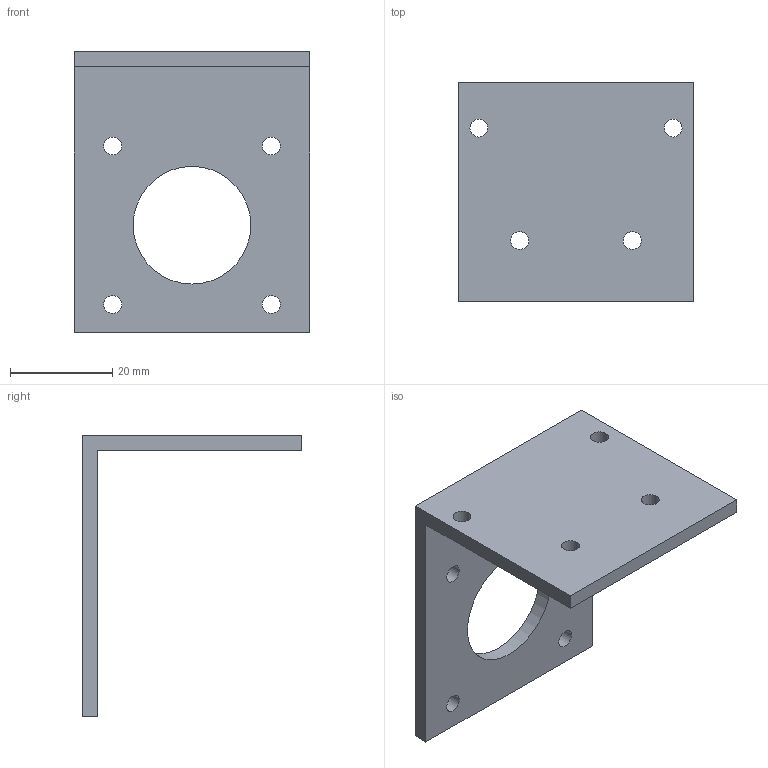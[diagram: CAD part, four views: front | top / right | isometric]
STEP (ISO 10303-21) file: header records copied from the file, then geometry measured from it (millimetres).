
FILE_DESCRIPTION(/* description */ (''),/* implementation_level */ '2;1');
FILE_NAME(/* name */ '电机座2.stp',/* time_stamp */ '2019-04-10T18:59:19+08:00',/* author */ ('oldboy'),/* organization */ (''),/* preprocessor_version */ 'ST-DEVELOPER v16.1',/* originating_system */ 'Autodesk Inventor 2016',/* authorisation */ '');
FILE_SCHEMA (('AUTOMOTIVE_DESIGN { 1 0 10303 214 3 1 1 }'));
Length unit declared in the file: millimetre
Products named in the file (1): 电机座2
Bounding box: 46 x 43 x 55 mm (x, y, z)
Volume: 11632.7 mm3; surface area: 9081.8 mm2
Topology: 1 solids, 1 shells, 17 faces, 49 edges, 34 vertices
Faces by surface type: cylinder 9, plane 8
Full cylindrical faces by diameter (mm): 3.5 x8, 23 x1
Entity records: 552 total; most frequent: DIRECTION 90, CARTESIAN_POINT 84, ORIENTED_EDGE 72, EDGE_LOOP 44, EDGE_CURVE 36, AXIS2_PLACEMENT_3D 36, VERTEX_POINT 30, FACE_BOUND 27
